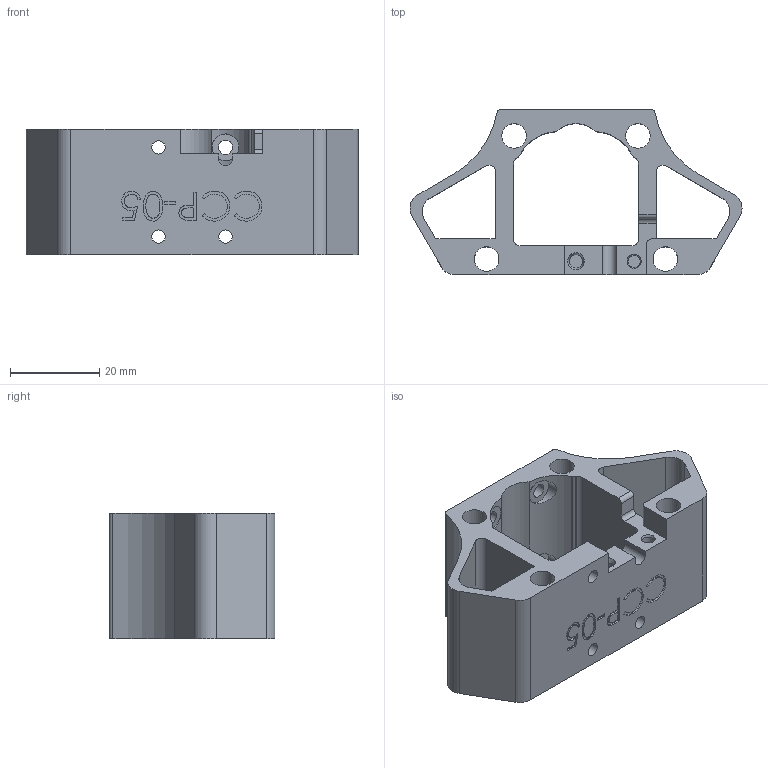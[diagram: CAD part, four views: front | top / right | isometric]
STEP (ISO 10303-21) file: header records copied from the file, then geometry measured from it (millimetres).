
FILE_DESCRIPTION(/* description */ ('STEP AP242 Edition 2','CAx-IF Rec.Pracs.---Representation and Presentation of Product Manufacturing Information (PMI)---4.0---2014-10-13','CAx-IF Rec.Pracs.---3D Tessellated Geometry---0.4---2014-09-14','2;1','CAx-IF Rec.Pracs.---User Defined Attributes---1.5---2016-08-15'),/* implementation_level */ '2;1');
FILE_NAME(/* name */ '69241ee93d16e875a30792f6',/* time_stamp */ '2025-11-24T09:01:29Z',/* author */ (''),/* organization */ (''),/* preprocessor_version */ 'ST-DEVELOPER v20',/* originating_system */ 'ONSHAPE BY PTC INC, 1.207',/* authorisation */ ' ');
FILE_SCHEMA (('AP242_MANAGED_MODEL_BASED_3D_ENGINEERING_MIM_LF { 1 0 10303 442 3 1 4 }'));
Length unit declared in the file: metre
Products named in the file (1): carriage_Carriage Center Plate
Bounding box: 74.3 x 37.07 x 28 mm (x, y, z)
Volume: 24736 mm3; surface area: 15329 mm2
Topology: 1 solids, 1 shells, 151 faces, 427 edges, 290 vertices
Faces by surface type: plane 64, cylinder 44, bspline 41, cone 2
Full cylindrical faces by diameter (mm): 2.75 x1, 3 x4, 3.2 x4, 5.5 x4, 6 x4
Entity records: 7299 total; most frequent: CARTESIAN_POINT 3629, ORIENTED_EDGE 798, DIRECTION 621, EDGE_CURVE 399, VERTEX_POINT 281, LINE 227, VECTOR 227, EDGE_LOOP 210
